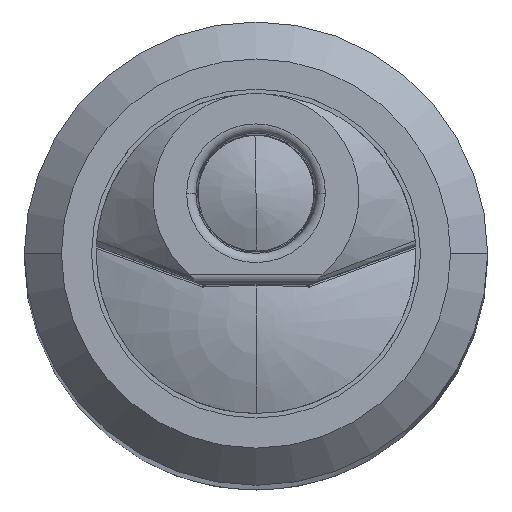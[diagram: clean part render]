
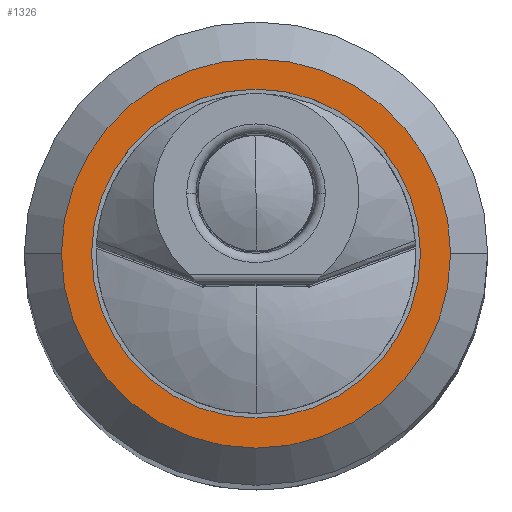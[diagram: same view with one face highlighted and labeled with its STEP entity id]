
A CAD part, top view. The second image highlights one B-rep face of the part: STEP entity #1326.
In plain terms, the highlighted planar face has unit normal (0, 0, 1).
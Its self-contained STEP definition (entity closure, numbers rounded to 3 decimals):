
#151=CARTESIAN_POINT('',(0.,0.,-0.6));
#152=DIRECTION('',(0.,0.,-1.));
#153=DIRECTION('',(-1.,0.,0.));
#154=AXIS2_PLACEMENT_3D('',#151,#152,#153);
#156=CARTESIAN_POINT('',(0.,0.,-0.6));
#157=DIRECTION('',(0.,0.,-1.));
#158=DIRECTION('',(1.,0.,0.));
#159=AXIS2_PLACEMENT_3D('',#156,#157,#158);
#161=CARTESIAN_POINT('',(0.,0.,-0.6));
#162=DIRECTION('',(0.,0.,1.));
#163=DIRECTION('',(1.,0.,0.));
#164=AXIS2_PLACEMENT_3D('',#161,#162,#163);
#166=CARTESIAN_POINT('',(0.,0.,-0.6));
#167=DIRECTION('',(0.,0.,1.));
#168=DIRECTION('',(-1.,0.,0.));
#169=AXIS2_PLACEMENT_3D('',#166,#167,#168);
#1102=CARTESIAN_POINT('',(1.775,0.,-0.6));
#1103=VERTEX_POINT('',#1102);
#1104=CARTESIAN_POINT('',(-1.775,0.,-0.6));
#1105=VERTEX_POINT('',#1104);
#1106=CARTESIAN_POINT('',(-2.1,0.,-0.6));
#1107=CARTESIAN_POINT('',(2.1,0.,-0.6));
#1108=VERTEX_POINT('',#1106);
#1109=VERTEX_POINT('',#1107);
#1311=CARTESIAN_POINT('',(0.,0.,-0.6));
#1312=DIRECTION('',(0.,0.,1.));
#1313=DIRECTION('',(1.,0.,0.));
#1314=AXIS2_PLACEMENT_3D('',#1311,#1312,#1313);
#1315=PLANE('',#1314);
#1317=ORIENTED_EDGE('',*,*,#1316,.T.);
#1319=ORIENTED_EDGE('',*,*,#1318,.T.);
#1320=EDGE_LOOP('',(#1317,#1319));
#1321=FACE_OUTER_BOUND('',#1320,.F.);
#1322=ORIENTED_EDGE('',*,*,#1305,.T.);
#1323=ORIENTED_EDGE('',*,*,#1291,.T.);
#1324=EDGE_LOOP('',(#1322,#1323));
#1325=FACE_BOUND('',#1324,.F.);
#1326=ADVANCED_FACE('',(#1321,#1325),#1315,.T.);
#155=CIRCLE('',#154,2.1);
#160=CIRCLE('',#159,2.1);
#165=CIRCLE('',#164,1.775);
#170=CIRCLE('',#169,1.775);
#1291=EDGE_CURVE('',#1105,#1103,#170,.T.);
#1305=EDGE_CURVE('',#1103,#1105,#165,.T.);
#1316=EDGE_CURVE('',#1108,#1109,#155,.T.);
#1318=EDGE_CURVE('',#1109,#1108,#160,.T.);
